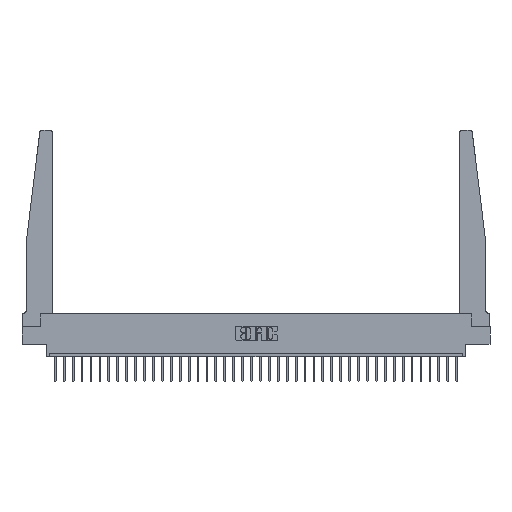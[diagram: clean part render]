
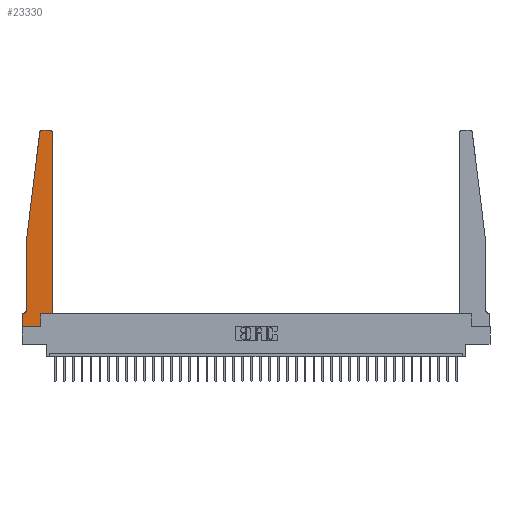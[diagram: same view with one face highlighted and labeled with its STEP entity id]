
A CAD part, top view. The second image highlights one B-rep face of the part: STEP entity #23330.
In plain terms, the highlighted planar face has unit normal (0, 0, 1).
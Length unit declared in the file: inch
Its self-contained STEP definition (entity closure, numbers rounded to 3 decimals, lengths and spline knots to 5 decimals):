
#13 = VERTEX_POINT ( 'NONE', #31765 ) ;
#97 = ORIENTED_EDGE ( 'NONE', *, *, #8676, .T. ) ;
#812 = AXIS2_PLACEMENT_3D ( 'NONE', #31844, #29316, #26778 ) ;
#881 = ORIENTED_EDGE ( 'NONE', *, *, #15392, .T. ) ;
#1546 = EDGE_CURVE ( 'NONE', #28266, #5218, #30459, .T. ) ;
#2171 = CARTESIAN_POINT ( 'NONE',  ( 0.27653, 2.75, 0.37 ) ) ;
#2238 = LINE ( 'NONE', #28240, #16013 ) ;
#2858 = DIRECTION ( 'NONE',  ( 0., 0., 1. ) ) ;
#2918 = ORIENTED_EDGE ( 'NONE', *, *, #18055, .T. ) ;
#2988 = CARTESIAN_POINT ( 'NONE',  ( 0.065, 1.25, 0.37 ) ) ;
#3026 = DIRECTION ( 'NONE',  ( 1., 0., 0. ) ) ;
#3639 = EDGE_CURVE ( 'NONE', #10621, #30946, #28745, .T. ) ;
#3901 = CARTESIAN_POINT ( 'NONE',  ( 0., 0., 0.37 ) ) ;
#4278 = ORIENTED_EDGE ( 'NONE', *, *, #4821, .T. ) ;
#4312 = EDGE_CURVE ( 'NONE', #10294, #15389, #17209, .T. ) ;
#4821 = EDGE_CURVE ( 'NONE', #13, #30400, #18596, .T. ) ;
#5218 = VERTEX_POINT ( 'NONE', #3901 ) ;
#5355 = VECTOR ( 'NONE', #15895, 39.37008 ) ;
#5419 = EDGE_LOOP ( 'NONE', ( #2918, #11422, #97, #10280, #4278, #29493, #10177, #11506, #11874, #881, #14901, #7201 ) ) ;
#5650 = EDGE_CURVE ( 'NONE', #23342, #11690, #19550, .T. ) ;
#6098 = CARTESIAN_POINT ( 'NONE',  ( 0.2605, 0.18, 0.37 ) ) ;
#6559 = DIRECTION ( 'NONE',  ( 0., 0., 1. ) ) ;
#6735 = CARTESIAN_POINT ( 'NONE',  ( 0.425, 0.18, 0.37 ) ) ;
#6917 = VECTOR ( 'NONE', #14422, 39.37008 ) ;
#7201 = ORIENTED_EDGE ( 'NONE', *, *, #27723, .T. ) ;
#8022 = AXIS2_PLACEMENT_3D ( 'NONE', #30120, #13224, #18121 ) ;
#8142 = CARTESIAN_POINT ( 'NONE',  ( 0., 0., 0.37 ) ) ;
#8676 = EDGE_CURVE ( 'NONE', #15389, #25188, #30902, .T. ) ;
#9692 = LINE ( 'NONE', #20144, #6917 ) ;
#10015 = CARTESIAN_POINT ( 'NONE',  ( 0.24675, 2.72367, 0.37 ) ) ;
#10154 = DIRECTION ( 'NONE',  ( -0.122, -0.992, 0. ) ) ;
#10177 = ORIENTED_EDGE ( 'NONE', *, *, #1546, .T. ) ;
#10193 = CIRCLE ( 'NONE', #8022, 0.03 ) ;
#10280 = ORIENTED_EDGE ( 'NONE', *, *, #10343, .T. ) ;
#10294 = VERTEX_POINT ( 'NONE', #2171 ) ;
#10343 = EDGE_CURVE ( 'NONE', #25188, #13, #20234, .T. ) ;
#10576 = VECTOR ( 'NONE', #14600, 39.37008 ) ;
#10621 = VERTEX_POINT ( 'NONE', #25097 ) ;
#11422 = ORIENTED_EDGE ( 'NONE', *, *, #4312, .T. ) ;
#11506 = ORIENTED_EDGE ( 'NONE', *, *, #19680, .T. ) ;
#11690 = VERTEX_POINT ( 'NONE', #24298 ) ;
#11874 = ORIENTED_EDGE ( 'NONE', *, *, #3639, .T. ) ;
#12555 = VECTOR ( 'NONE', #10154, 39.37008 ) ;
#13084 = LINE ( 'NONE', #23382, #29791 ) ;
#13171 = CARTESIAN_POINT ( 'NONE',  ( 0.065, 1.25, 0.37 ) ) ;
#13205 = LINE ( 'NONE', #8142, #13644 ) ;
#13224 = DIRECTION ( 'NONE',  ( 0., 0., 1. ) ) ;
#13644 = VECTOR ( 'NONE', #19255, 39.37008 ) ;
#13997 = VERTEX_POINT ( 'NONE', #19953 ) ;
#14422 = DIRECTION ( 'NONE',  ( -1., 0., 0. ) ) ;
#14600 = DIRECTION ( 'NONE',  ( 0., -1., 0. ) ) ;
#14901 = ORIENTED_EDGE ( 'NONE', *, *, #5650, .T. ) ;
#15389 = VERTEX_POINT ( 'NONE', #10015 ) ;
#15392 = EDGE_CURVE ( 'NONE', #30946, #23342, #2238, .T. ) ;
#15521 = FACE_OUTER_BOUND ( 'NONE', #5419, .T. ) ;
#15895 = DIRECTION ( 'NONE',  ( 0., 1., 0. ) ) ;
#16013 = VECTOR ( 'NONE', #20310, 39.37008 ) ;
#17209 = CIRCLE ( 'NONE', #23155, 0.03 ) ;
#18055 = EDGE_CURVE ( 'NONE', #13997, #10294, #9692, .T. ) ;
#18121 = DIRECTION ( 'NONE',  ( 1., 0., 0. ) ) ;
#18250 = CARTESIAN_POINT ( 'NONE',  ( 0., 0.1875, 0.37 ) ) ;
#18383 = PLANE ( 'NONE',  #20756 ) ;
#18596 = CIRCLE ( 'NONE', #812, 0.05 ) ;
#19211 = EDGE_CURVE ( 'NONE', #30400, #28266, #13084, .T. ) ;
#19255 = DIRECTION ( 'NONE',  ( 1., 0., 0. ) ) ;
#19550 = LINE ( 'NONE', #6735, #24812 ) ;
#19680 = EDGE_CURVE ( 'NONE', #5218, #10621, #13205, .T. ) ;
#19953 = CARTESIAN_POINT ( 'NONE',  ( 0.395, 2.75, 0.37 ) ) ;
#20144 = CARTESIAN_POINT ( 'NONE',  ( 0.25, 2.75, 0.37 ) ) ;
#20234 = LINE ( 'NONE', #20569, #26545 ) ;
#20310 = DIRECTION ( 'NONE',  ( 1., 0., 0. ) ) ;
#20569 = CARTESIAN_POINT ( 'NONE',  ( 0.065, 1.25, 0.37 ) ) ;
#20746 = CARTESIAN_POINT ( 'NONE',  ( 0., 0.1875, 0.37 ) ) ;
#20756 = AXIS2_PLACEMENT_3D ( 'NONE', #20746, #2858, #3026 ) ;
#21504 = DIRECTION ( 'NONE',  ( -1., 0., 0. ) ) ;
#21595 = DIRECTION ( 'NONE',  ( 1., 0., 0. ) ) ;
#22092 = CARTESIAN_POINT ( 'NONE',  ( 0.27653, 2.72, 0.37 ) ) ;
#23080 = CARTESIAN_POINT ( 'NONE',  ( 0.015, 0.1875, 0.37 ) ) ;
#23155 = AXIS2_PLACEMENT_3D ( 'NONE', #22092, #6559, #21595 ) ;
#23330 = ADVANCED_FACE ( 'NONE', ( #15521 ), #18383, .T. ) ;
#23342 = VERTEX_POINT ( 'NONE', #30717 ) ;
#23382 = CARTESIAN_POINT ( 'NONE',  ( 0.065, 0.1875, 0.37 ) ) ;
#24298 = CARTESIAN_POINT ( 'NONE',  ( 0.425, 2.72, 0.37 ) ) ;
#24515 = CARTESIAN_POINT ( 'NONE',  ( 0.2605, 0.18, 0.37 ) ) ;
#24812 = VECTOR ( 'NONE', #29538, 39.37008 ) ;
#25097 = CARTESIAN_POINT ( 'NONE',  ( 0.2605, 0., 0.37 ) ) ;
#25188 = VERTEX_POINT ( 'NONE', #2988 ) ;
#25233 = CARTESIAN_POINT ( 'NONE',  ( 0., 0., 0.37 ) ) ;
#25960 = DIRECTION ( 'NONE',  ( 0., -1., 0. ) ) ;
#26545 = VECTOR ( 'NONE', #25960, 39.37008 ) ;
#26778 = DIRECTION ( 'NONE',  ( -1., 0., 0. ) ) ;
#27723 = EDGE_CURVE ( 'NONE', #11690, #13997, #10193, .T. ) ;
#28240 = CARTESIAN_POINT ( 'NONE',  ( 0.425, 0.18, 0.37 ) ) ;
#28266 = VERTEX_POINT ( 'NONE', #18250 ) ;
#28745 = LINE ( 'NONE', #6098, #5355 ) ;
#29316 = DIRECTION ( 'NONE',  ( 0., 0., -1. ) ) ;
#29493 = ORIENTED_EDGE ( 'NONE', *, *, #19211, .T. ) ;
#29538 = DIRECTION ( 'NONE',  ( 0., 1., 0. ) ) ;
#29791 = VECTOR ( 'NONE', #21504, 39.37008 ) ;
#30120 = CARTESIAN_POINT ( 'NONE',  ( 0.395, 2.72, 0.37 ) ) ;
#30400 = VERTEX_POINT ( 'NONE', #23080 ) ;
#30459 = LINE ( 'NONE', #25233, #10576 ) ;
#30717 = CARTESIAN_POINT ( 'NONE',  ( 0.425, 0.18, 0.37 ) ) ;
#30902 = LINE ( 'NONE', #13171, #12555 ) ;
#30946 = VERTEX_POINT ( 'NONE', #24515 ) ;
#31765 = CARTESIAN_POINT ( 'NONE',  ( 0.065, 0.2375, 0.37 ) ) ;
#31844 = CARTESIAN_POINT ( 'NONE',  ( 0.015, 0.2375, 0.37 ) ) ;
